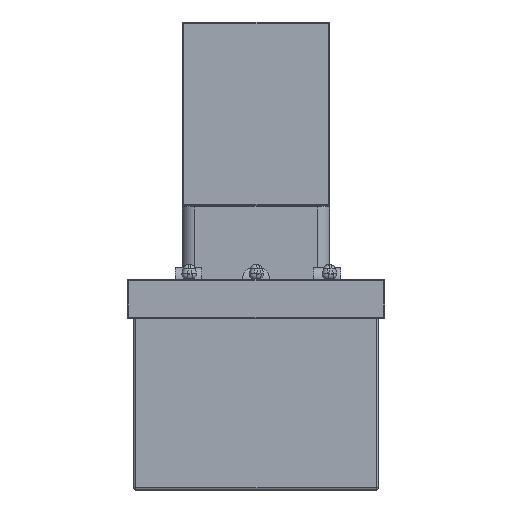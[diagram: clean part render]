
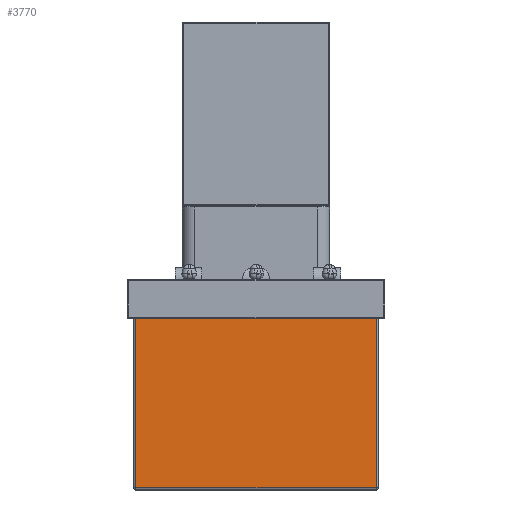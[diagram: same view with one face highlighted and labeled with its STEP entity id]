
A CAD part, left-side view. The second image highlights one B-rep face of the part: STEP entity #3770.
In plain terms, the highlighted planar face has unit normal (-1, 0, 0).
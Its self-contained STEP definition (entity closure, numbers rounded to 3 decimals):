
#546 = CARTESIAN_POINT ( 'NONE',  ( -16.5, 4.9, 0. ) ) ;
#747 = FACE_OUTER_BOUND ( 'NONE', #1859, .T. ) ;
#908 = DIRECTION ( 'NONE',  ( 0., 0., 1. ) ) ;
#1633 = AXIS2_PLACEMENT_3D ( 'NONE', #7533, #3277, #10262 ) ;
#1859 = EDGE_LOOP ( 'NONE', ( #7285, #7145, #6923, #4162 ) ) ;
#2358 = VECTOR ( 'NONE', #908, 1000. ) ;
#2829 = EDGE_CURVE ( 'NONE', #6312, #3603, #3269, .T. ) ;
#3039 = VERTEX_POINT ( 'NONE', #10770 ) ;
#3269 = LINE ( 'NONE', #4529, #4459 ) ;
#3277 = DIRECTION ( 'NONE',  ( 1., 0., 0. ) ) ;
#3603 = VERTEX_POINT ( 'NONE', #546 ) ;
#3770 = ADVANCED_FACE ( 'NONE', ( #747 ), #6679, .F. ) ;
#3866 = LINE ( 'NONE', #6075, #2358 ) ;
#4162 = ORIENTED_EDGE ( 'NONE', *, *, #6176, .T. ) ;
#4459 = VECTOR ( 'NONE', #4642, 1000. ) ;
#4510 = LINE ( 'NONE', #10728, #6405 ) ;
#4529 = CARTESIAN_POINT ( 'NONE',  ( -16.5, 5., 0. ) ) ;
#4642 = DIRECTION ( 'NONE',  ( 0., 1., 0. ) ) ;
#4685 = CARTESIAN_POINT ( 'NONE',  ( -16.5, -4.9, -6.9 ) ) ;
#5117 = CARTESIAN_POINT ( 'NONE',  ( -16.5, 4.9, -7. ) ) ;
#5708 = DIRECTION ( 'NONE',  ( 0., -1., 0. ) ) ;
#6075 = CARTESIAN_POINT ( 'NONE',  ( -16.5, -4.9, -7. ) ) ;
#6176 = EDGE_CURVE ( 'NONE', #3603, #3039, #6319, .T. ) ;
#6312 = VERTEX_POINT ( 'NONE', #8633 ) ;
#6319 = LINE ( 'NONE', #5117, #7792 ) ;
#6405 = VECTOR ( 'NONE', #5708, 1000. ) ;
#6679 = PLANE ( 'NONE',  #1633 ) ;
#6923 = ORIENTED_EDGE ( 'NONE', *, *, #2829, .T. ) ;
#7145 = ORIENTED_EDGE ( 'NONE', *, *, #10493, .T. ) ;
#7285 = ORIENTED_EDGE ( 'NONE', *, *, #7391, .T. ) ;
#7391 = EDGE_CURVE ( 'NONE', #3039, #10124, #4510, .T. ) ;
#7533 = CARTESIAN_POINT ( 'NONE',  ( -16.5, 5., -7. ) ) ;
#7792 = VECTOR ( 'NONE', #10993, 1000. ) ;
#8633 = CARTESIAN_POINT ( 'NONE',  ( -16.5, -4.9, 0. ) ) ;
#10124 = VERTEX_POINT ( 'NONE', #4685 ) ;
#10262 = DIRECTION ( 'NONE',  ( 0., 0., -1. ) ) ;
#10493 = EDGE_CURVE ( 'NONE', #10124, #6312, #3866, .T. ) ;
#10728 = CARTESIAN_POINT ( 'NONE',  ( -16.5, -5., -6.9 ) ) ;
#10770 = CARTESIAN_POINT ( 'NONE',  ( -16.5, 4.9, -6.9 ) ) ;
#10993 = DIRECTION ( 'NONE',  ( 0., 0., -1. ) ) ;
